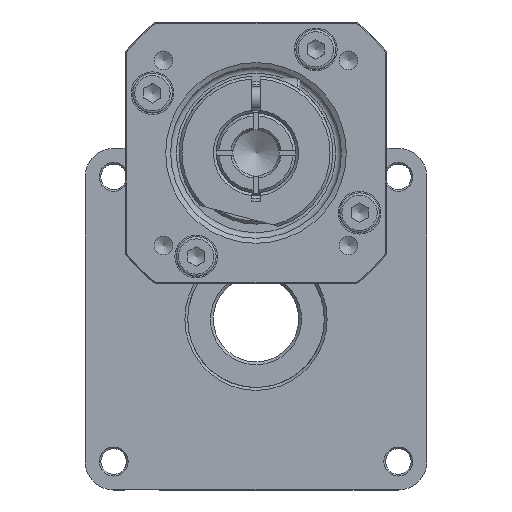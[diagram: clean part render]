
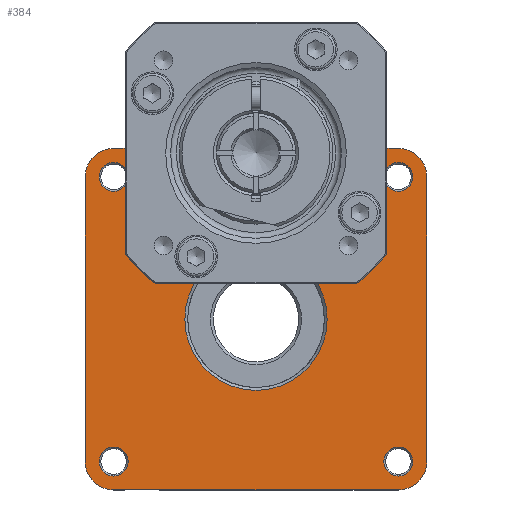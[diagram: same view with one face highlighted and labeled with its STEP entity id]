
A CAD part, front view. The second image highlights one B-rep face of the part: STEP entity #384.
In plain terms, the highlighted planar face has unit normal (0, -1, 0).
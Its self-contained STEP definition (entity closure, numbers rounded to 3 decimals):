
#112=CARTESIAN_POINT('',(-21.0,0.0,47.7));
#113=VERTEX_POINT('',#112);
#114=CARTESIAN_POINT('',(-18.5,0.0,50.2));
#115=VERTEX_POINT('',#114);
#116=CARTESIAN_POINT('',(-21.,0.0,47.7));
#117=DIRECTION('',(0.707,0.0,0.707));
#118=VECTOR('',#117,3.536);
#119=LINE('',#116,#118);
#120=EDGE_CURVE('',#113,#115,#119,.T.);
#153=CARTESIAN_POINT('',(18.5,0.0,50.2));
#154=VERTEX_POINT('',#153);
#155=CARTESIAN_POINT('',(18.5,0.0,50.2));
#156=DIRECTION('',(-1.0,0.0,0.0));
#157=VECTOR('',#156,37.);
#158=LINE('',#155,#157);
#159=EDGE_CURVE('',#154,#115,#158,.T.);
#178=CARTESIAN_POINT('',(0.0,0.0,0.0));
#179=DIRECTION('',(0.0,-1.0,0.0));
#180=DIRECTION('',(0.0,0.0,-1.0));
#181=AXIS2_PLACEMENT_3D('',#178,#179,#180);
#182=PLANE('',#181);
#183=ORIENTED_EDGE('',*,*,#120,.F.);
#184=CARTESIAN_POINT('',(-21.0,0.0,30.0));
#185=VERTEX_POINT('',#184);
#186=CARTESIAN_POINT('',(-21.0,0.0,47.7));
#187=DIRECTION('',(0.0,0.0,-1.0));
#188=VECTOR('',#187,17.7);
#189=LINE('',#186,#188);
#190=EDGE_CURVE('',#113,#185,#189,.T.);
#191=ORIENTED_EDGE('',*,*,#190,.T.);
#192=CARTESIAN_POINT('',(-25.0,0.0,30.0));
#193=VERTEX_POINT('',#192);
#194=CARTESIAN_POINT('',(-25.0,0.0,30.0));
#195=DIRECTION('',(1.0,0.0,0.0));
#196=VECTOR('',#195,4.0);
#197=LINE('',#194,#196);
#198=EDGE_CURVE('',#193,#185,#197,.T.);
#199=ORIENTED_EDGE('',*,*,#198,.F.);
#200=CARTESIAN_POINT('',(-30.0,0.0,25.0));
#201=VERTEX_POINT('',#200);
#202=CARTESIAN_POINT('',(-25.0,0.0,25.0));
#203=DIRECTION('',(0.0,-1.0,0.0));
#204=DIRECTION('',(0.0,0.0,1.0));
#205=AXIS2_PLACEMENT_3D('',#202,#203,#204);
#206=CIRCLE('',#205,5.);
#207=EDGE_CURVE('',#193,#201,#206,.T.);
#208=ORIENTED_EDGE('',*,*,#207,.T.);
#209=CARTESIAN_POINT('',(-30.0,0.0,-25.0));
#210=VERTEX_POINT('',#209);
#211=CARTESIAN_POINT('',(-30.0,0.0,-25.0));
#212=DIRECTION('',(0.0,0.0,1.0));
#213=VECTOR('',#212,50.0);
#214=LINE('',#211,#213);
#215=EDGE_CURVE('',#210,#201,#214,.T.);
#216=ORIENTED_EDGE('',*,*,#215,.F.);
#217=CARTESIAN_POINT('',(-25.0,0.0,-30.0));
#218=VERTEX_POINT('',#217);
#219=CARTESIAN_POINT('',(-25.0,0.0,-25.0));
#220=DIRECTION('',(0.0,-1.0,0.0));
#221=DIRECTION('',(0.0,0.0,1.0));
#222=AXIS2_PLACEMENT_3D('',#219,#220,#221);
#223=CIRCLE('',#222,5.);
#224=EDGE_CURVE('',#210,#218,#223,.T.);
#225=ORIENTED_EDGE('',*,*,#224,.T.);
#226=CARTESIAN_POINT('',(25.0,0.0,-30.0));
#227=VERTEX_POINT('',#226);
#228=CARTESIAN_POINT('',(25.0,0.0,-30.0));
#229=DIRECTION('',(-1.0,0.0,0.0));
#230=VECTOR('',#229,50.0);
#231=LINE('',#228,#230);
#232=EDGE_CURVE('',#227,#218,#231,.T.);
#233=ORIENTED_EDGE('',*,*,#232,.F.);
#234=CARTESIAN_POINT('',(30.0,0.0,-25.0));
#235=VERTEX_POINT('',#234);
#236=CARTESIAN_POINT('',(25.0,0.0,-25.0));
#237=DIRECTION('',(0.0,-1.0,0.0));
#238=DIRECTION('',(0.0,0.0,1.0));
#239=AXIS2_PLACEMENT_3D('',#236,#237,#238);
#240=CIRCLE('',#239,5.);
#241=EDGE_CURVE('',#227,#235,#240,.T.);
#242=ORIENTED_EDGE('',*,*,#241,.T.);
#243=CARTESIAN_POINT('',(30.0,0.0,25.0));
#244=VERTEX_POINT('',#243);
#245=CARTESIAN_POINT('',(30.0,0.0,25.0));
#246=DIRECTION('',(0.0,0.0,-1.0));
#247=VECTOR('',#246,50.0);
#248=LINE('',#245,#247);
#249=EDGE_CURVE('',#244,#235,#248,.T.);
#250=ORIENTED_EDGE('',*,*,#249,.F.);
#251=CARTESIAN_POINT('',(25.0,0.0,30.0));
#252=VERTEX_POINT('',#251);
#253=CARTESIAN_POINT('',(25.0,0.0,25.0));
#254=DIRECTION('',(0.0,-1.0,0.0));
#255=DIRECTION('',(0.0,0.0,1.0));
#256=AXIS2_PLACEMENT_3D('',#253,#254,#255);
#257=CIRCLE('',#256,5.);
#258=EDGE_CURVE('',#244,#252,#257,.T.);
#259=ORIENTED_EDGE('',*,*,#258,.T.);
#260=CARTESIAN_POINT('',(21.,0.0,30.0));
#261=VERTEX_POINT('',#260);
#262=CARTESIAN_POINT('',(21.,0.0,30.0));
#263=DIRECTION('',(1.0,0.0,0.0));
#264=VECTOR('',#263,4.);
#265=LINE('',#262,#264);
#266=EDGE_CURVE('',#261,#252,#265,.T.);
#267=ORIENTED_EDGE('',*,*,#266,.F.);
#268=CARTESIAN_POINT('',(21.0,0.0,47.7));
#269=VERTEX_POINT('',#268);
#270=CARTESIAN_POINT('',(21.0,0.0,30.0));
#271=DIRECTION('',(0.0,0.0,1.0));
#272=VECTOR('',#271,17.7);
#273=LINE('',#270,#272);
#274=EDGE_CURVE('',#261,#269,#273,.T.);
#275=ORIENTED_EDGE('',*,*,#274,.T.);
#276=CARTESIAN_POINT('',(18.5,0.0,50.2));
#277=DIRECTION('',(0.707,0.0,-0.707));
#278=VECTOR('',#277,3.536);
#279=LINE('',#276,#278);
#280=EDGE_CURVE('',#154,#269,#279,.T.);
#281=ORIENTED_EDGE('',*,*,#280,.F.);
#282=ORIENTED_EDGE('',*,*,#159,.T.);
#283=EDGE_LOOP('',(#183,#191,#199,#208,#216,#225,#233,#242,#250,#259,#267,#275,#281,#282));
#284=FACE_OUTER_BOUND('',#283,.T.);
#285=CARTESIAN_POINT('',(-25.,0.0,27.55));
#286=VERTEX_POINT('',#285);
#287=CARTESIAN_POINT('',(-25.,0.0,25.0));
#288=DIRECTION('',(0.0,1.0,0.0));
#289=DIRECTION('',(0.0,0.0,1.0));
#290=AXIS2_PLACEMENT_3D('',#287,#288,#289);
#291=CIRCLE('',#290,2.55);
#292=EDGE_CURVE('',#286,#286,#291,.T.);
#293=ORIENTED_EDGE('',*,*,#292,.T.);
#294=EDGE_LOOP('',(#293));
#295=FACE_BOUND('',#294,.T.);
#296=CARTESIAN_POINT('',(-25.,0.0,-22.45));
#297=VERTEX_POINT('',#296);
#298=CARTESIAN_POINT('',(-25.,0.0,-25.0));
#299=DIRECTION('',(0.0,1.0,0.0));
#300=DIRECTION('',(0.0,0.0,1.0));
#301=AXIS2_PLACEMENT_3D('',#298,#299,#300);
#302=CIRCLE('',#301,2.55);
#303=EDGE_CURVE('',#297,#297,#302,.T.);
#304=ORIENTED_EDGE('',*,*,#303,.T.);
#305=EDGE_LOOP('',(#304));
#306=FACE_BOUND('',#305,.T.);
#307=CARTESIAN_POINT('',(25.0,0.0,-22.45));
#308=VERTEX_POINT('',#307);
#309=CARTESIAN_POINT('',(25.0,0.0,-25.0));
#310=DIRECTION('',(0.0,1.0,0.0));
#311=DIRECTION('',(0.0,0.0,1.0));
#312=AXIS2_PLACEMENT_3D('',#309,#310,#311);
#313=CIRCLE('',#312,2.55);
#314=EDGE_CURVE('',#308,#308,#313,.T.);
#315=ORIENTED_EDGE('',*,*,#314,.T.);
#316=EDGE_LOOP('',(#315));
#317=FACE_BOUND('',#316,.T.);
#318=CARTESIAN_POINT('',(0.0,0.0,41.5));
#319=VERTEX_POINT('',#318);
#320=CARTESIAN_POINT('',(0.0,0.0,29.2));
#321=DIRECTION('',(0.0,1.0,0.0));
#322=DIRECTION('',(0.0,0.0,1.0));
#323=AXIS2_PLACEMENT_3D('',#320,#321,#322);
#324=CIRCLE('',#323,12.3);
#325=EDGE_CURVE('',#319,#319,#324,.T.);
#326=ORIENTED_EDGE('',*,*,#325,.T.);
#327=EDGE_LOOP('',(#326));
#328=FACE_BOUND('',#327,.T.);
#329=CARTESIAN_POINT('',(0.0,0.0,12.5));
#330=VERTEX_POINT('',#329);
#331=CARTESIAN_POINT('',(0.0,0.0,0.0));
#332=DIRECTION('',(0.0,1.0,0.0));
#333=DIRECTION('',(0.0,0.0,1.0));
#334=AXIS2_PLACEMENT_3D('',#331,#332,#333);
#335=CIRCLE('',#334,12.5);
#336=EDGE_CURVE('',#330,#330,#335,.T.);
#337=ORIENTED_EDGE('',*,*,#336,.T.);
#338=EDGE_LOOP('',(#337));
#339=FACE_BOUND('',#338,.T.);
#340=CARTESIAN_POINT('',(-17.711,0.,19.167));
#341=VERTEX_POINT('',#340);
#342=CARTESIAN_POINT('',(-17.711,0.,17.917));
#343=DIRECTION('',(0.0,-1.0,0.0));
#344=DIRECTION('',(0.0,0.0,1.0));
#345=AXIS2_PLACEMENT_3D('',#342,#343,#344);
#346=CIRCLE('',#345,1.25);
#347=EDGE_CURVE('',#341,#341,#346,.T.);
#348=ORIENTED_EDGE('',*,*,#347,.F.);
#349=EDGE_LOOP('',(#348));
#350=FACE_BOUND('',#349,.T.);
#351=CARTESIAN_POINT('',(11.283,0.,12.739));
#352=VERTEX_POINT('',#351);
#353=CARTESIAN_POINT('',(11.283,0.,11.489));
#354=DIRECTION('',(0.0,-1.0,0.0));
#355=DIRECTION('',(0.0,0.0,1.0));
#356=AXIS2_PLACEMENT_3D('',#353,#354,#355);
#357=CIRCLE('',#356,1.25);
#358=EDGE_CURVE('',#352,#352,#357,.T.);
#359=ORIENTED_EDGE('',*,*,#358,.F.);
#360=EDGE_LOOP('',(#359));
#361=FACE_BOUND('',#360,.T.);
#362=CARTESIAN_POINT('',(17.711,0.,41.733));
#363=VERTEX_POINT('',#362);
#364=CARTESIAN_POINT('',(17.711,0.,40.483));
#365=DIRECTION('',(0.0,-1.0,0.0));
#366=DIRECTION('',(0.0,0.0,1.0));
#367=AXIS2_PLACEMENT_3D('',#364,#365,#366);
#368=CIRCLE('',#367,1.25);
#369=EDGE_CURVE('',#363,#363,#368,.T.);
#370=ORIENTED_EDGE('',*,*,#369,.F.);
#371=EDGE_LOOP('',(#370));
#372=FACE_BOUND('',#371,.T.);
#373=CARTESIAN_POINT('',(25.,0.0,27.55));
#374=VERTEX_POINT('',#373);
#375=CARTESIAN_POINT('',(25.,0.0,25.0));
#376=DIRECTION('',(0.0,1.0,0.0));
#377=DIRECTION('',(0.0,0.0,1.0));
#378=AXIS2_PLACEMENT_3D('',#375,#376,#377);
#379=CIRCLE('',#378,2.55);
#380=EDGE_CURVE('',#374,#374,#379,.T.);
#381=ORIENTED_EDGE('',*,*,#380,.T.);
#382=EDGE_LOOP('',(#381));
#383=FACE_BOUND('',#382,.T.);
#384=ADVANCED_FACE('',(#284,#295,#306,#317,#328,#339,#350,#361,#372,#383),#182,.T.);
